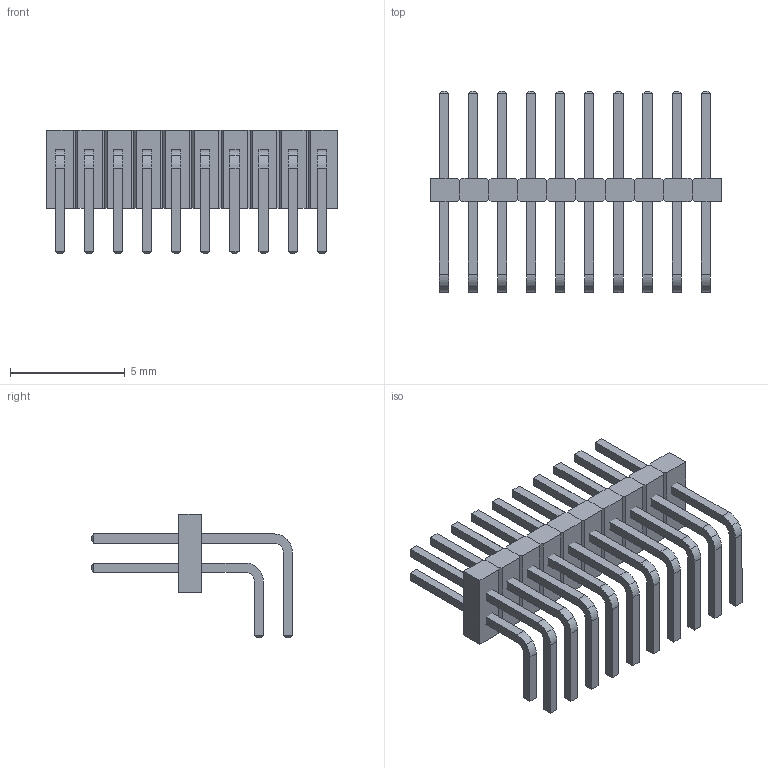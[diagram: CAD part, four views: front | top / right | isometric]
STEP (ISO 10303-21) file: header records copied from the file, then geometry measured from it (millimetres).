
FILE_DESCRIPTION((''),'2;1');
FILE_NAME('HARWIN_M50-3901042.stp','2009-07-02T17:08:04',(''),(''),'Mechanical Desktop 2006','Mechanical Desktop 2006',', , ');
FILE_SCHEMA(('AUTOMOTIVE_DESIGN { 1 2 10303 214 0 1 1 1 }'));
Length unit declared in the file: millimetre
Products named in the file (1): Product
Bounding box: 12.7 x 8.77 x 5.41 mm (x, y, z)
Volume: 78.9 mm3; surface area: 538.9 mm2
Topology: 30 solids, 30 shells, 496 faces, 1206 edges, 828 vertices
Faces by surface type: plane 416, cylinder 80
Entity records: 14196 total; most frequent: CARTESIAN_POINT 2491, DIRECTION 2378, ORIENTED_EDGE 2296, EDGE_CURVE 1148, VECTOR 1028, LINE 1028, VERTEX_POINT 712, AXIS2_PLACEMENT_3D 675
